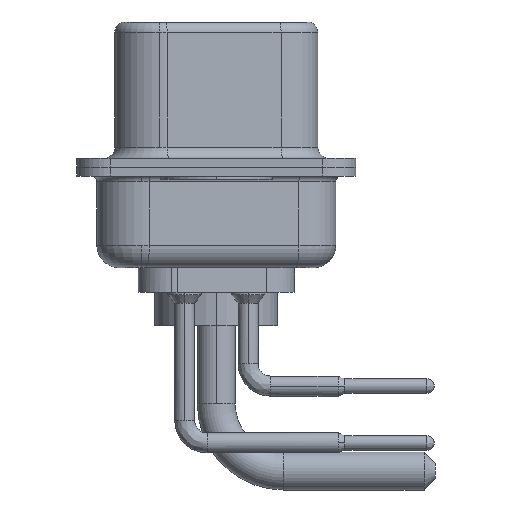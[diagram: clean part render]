
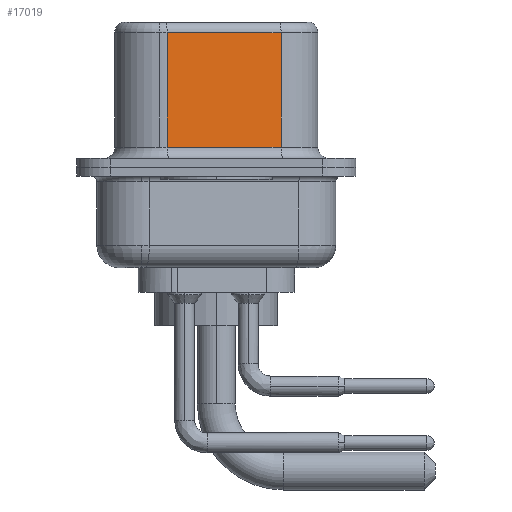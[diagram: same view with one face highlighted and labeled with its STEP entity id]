
A CAD part, left-side view. The second image highlights one B-rep face of the part: STEP entity #17019.
In plain terms, the highlighted planar face has unit normal (-0.985, -0.174, 0).
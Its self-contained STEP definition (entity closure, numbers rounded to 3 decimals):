
#36 = ORIENTED_EDGE ( 'NONE', *, *, #5495, .T. ) ;
#492 = ORIENTED_EDGE ( 'NONE', *, *, #2911, .T. ) ;
#947 = VERTEX_POINT ( 'NONE', #3361 ) ;
#1428 = EDGE_LOOP ( 'NONE', ( #10809, #36, #17257, #492 ) ) ;
#2911 = EDGE_CURVE ( 'NONE', #8458, #11901, #10625, .T. ) ;
#3308 = LINE ( 'NONE', #16131, #13535 ) ;
#3361 = CARTESIAN_POINT ( 'NONE',  ( 3.655, 2.203, 6.02 ) ) ;
#3925 = EDGE_CURVE ( 'NONE', #947, #8458, #12761, .T. ) ;
#3992 = VECTOR ( 'NONE', #16354, 1000. ) ;
#4837 = DIRECTION ( 'NONE',  ( 0.985, 0.174, 0. ) ) ;
#5372 = VECTOR ( 'NONE', #12341, 1000. ) ;
#5495 = EDGE_CURVE ( 'NONE', #6743, #947, #11664, .T. ) ;
#5958 = AXIS2_PLACEMENT_3D ( 'NONE', #14508, #4837, #11189 ) ;
#6743 = VERTEX_POINT ( 'NONE', #9718 ) ;
#8241 = CARTESIAN_POINT ( 'NONE',  ( 3.655, 2.203, 0.9 ) ) ;
#8458 = VERTEX_POINT ( 'NONE', #8241 ) ;
#9174 = CARTESIAN_POINT ( 'NONE',  ( 4.555, -2.897, 0.9 ) ) ;
#9718 = CARTESIAN_POINT ( 'NONE',  ( 4.555, -2.897, 6.02 ) ) ;
#10625 = LINE ( 'NONE', #9174, #14276 ) ;
#10744 = DIRECTION ( 'NONE',  ( 0.174, -0.985, 0. ) ) ;
#10809 = ORIENTED_EDGE ( 'NONE', *, *, #13420, .F. ) ;
#10997 = CARTESIAN_POINT ( 'NONE',  ( 3.655, 2.203, 6.52 ) ) ;
#11189 = DIRECTION ( 'NONE',  ( -0.174, 0.985, 0. ) ) ;
#11664 = LINE ( 'NONE', #19350, #3992 ) ;
#11901 = VERTEX_POINT ( 'NONE', #13648 ) ;
#12341 = DIRECTION ( 'NONE',  ( 0., 0., -1. ) ) ;
#12750 = FACE_OUTER_BOUND ( 'NONE', #1428, .T. ) ;
#12761 = LINE ( 'NONE', #10997, #5372 ) ;
#13420 = EDGE_CURVE ( 'NONE', #6743, #11901, #3308, .T. ) ;
#13535 = VECTOR ( 'NONE', #14561, 1000. ) ;
#13648 = CARTESIAN_POINT ( 'NONE',  ( 4.555, -2.897, 0.9 ) ) ;
#14276 = VECTOR ( 'NONE', #10744, 1000. ) ;
#14508 = CARTESIAN_POINT ( 'NONE',  ( 4.555, -2.897, 6.52 ) ) ;
#14561 = DIRECTION ( 'NONE',  ( 0., 0., -1. ) ) ;
#16131 = CARTESIAN_POINT ( 'NONE',  ( 4.555, -2.897, 6.52 ) ) ;
#16354 = DIRECTION ( 'NONE',  ( -0.174, 0.985, 0. ) ) ;
#17019 = ADVANCED_FACE ( 'NONE', ( #12750 ), #17618, .F. ) ;
#17257 = ORIENTED_EDGE ( 'NONE', *, *, #3925, .T. ) ;
#17618 = PLANE ( 'NONE',  #5958 ) ;
#19350 = CARTESIAN_POINT ( 'NONE',  ( 4.555, -2.897, 6.02 ) ) ;
